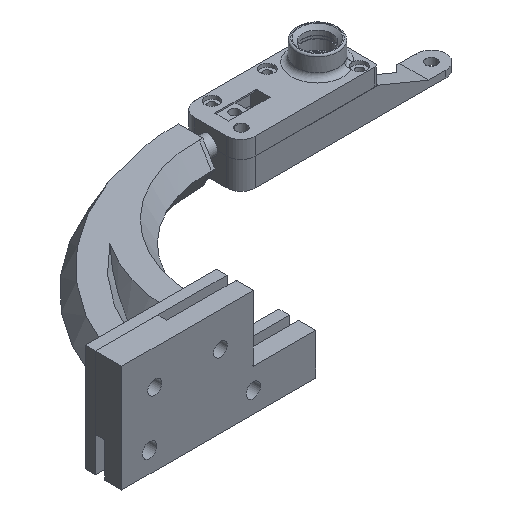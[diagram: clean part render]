
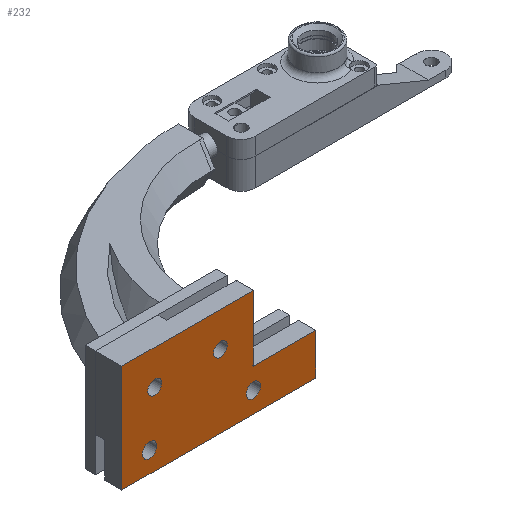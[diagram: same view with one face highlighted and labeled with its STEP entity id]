
A CAD part, isometric view. The second image highlights one B-rep face of the part: STEP entity #232.
In plain terms, the highlighted planar face has unit normal (0, -1, 0).
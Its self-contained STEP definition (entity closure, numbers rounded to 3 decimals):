
#62 = VERTEX_POINT('',#63);
#63 = CARTESIAN_POINT('',(-53.48,-43.3,-13.));
#69 = EDGE_CURVE('',#62,#70,#72,.T.);
#70 = VERTEX_POINT('',#71);
#71 = CARTESIAN_POINT('',(-53.48,-43.3,-1.));
#72 = LINE('',#73,#74);
#73 = CARTESIAN_POINT('',(-53.48,-43.3,-13.));
#74 = VECTOR('',#75,1.);
#75 = DIRECTION('',(0.,0.,1.));
#102 = VERTEX_POINT('',#103);
#103 = CARTESIAN_POINT('',(-109.48,-43.3,-13.));
#109 = EDGE_CURVE('',#102,#62,#110,.T.);
#110 = LINE('',#111,#112);
#111 = CARTESIAN_POINT('',(-109.48,-43.3,-13.));
#112 = VECTOR('',#113,1.);
#113 = DIRECTION('',(1.,0.,0.));
#131 = EDGE_CURVE('',#70,#132,#134,.T.);
#132 = VERTEX_POINT('',#133);
#133 = CARTESIAN_POINT('',(-71.48,-43.3,-1.));
#134 = LINE('',#135,#136);
#135 = CARTESIAN_POINT('',(-53.48,-43.3,-1.));
#136 = VECTOR('',#137,1.);
#137 = DIRECTION('',(-1.,0.,0.));
#232 = ADVANCED_FACE('',(#233,#260,#271,#282,#293),#304,.F.);
#233 = FACE_BOUND('',#234,.F.);
#234 = EDGE_LOOP('',(#235,#236,#237,#245,#253,#259));
#235 = ORIENTED_EDGE('',*,*,#69,.F.);
#236 = ORIENTED_EDGE('',*,*,#109,.F.);
#237 = ORIENTED_EDGE('',*,*,#238,.F.);
#238 = EDGE_CURVE('',#239,#102,#241,.T.);
#239 = VERTEX_POINT('',#240);
#240 = CARTESIAN_POINT('',(-109.48,-43.3,18.));
#241 = LINE('',#242,#243);
#242 = CARTESIAN_POINT('',(-109.48,-43.3,18.));
#243 = VECTOR('',#244,1.);
#244 = DIRECTION('',(0.,0.,-1.));
#245 = ORIENTED_EDGE('',*,*,#246,.F.);
#246 = EDGE_CURVE('',#247,#239,#249,.T.);
#247 = VERTEX_POINT('',#248);
#248 = CARTESIAN_POINT('',(-71.48,-43.3,18.));
#249 = LINE('',#250,#251);
#250 = CARTESIAN_POINT('',(-71.48,-43.3,18.));
#251 = VECTOR('',#252,1.);
#252 = DIRECTION('',(-1.,0.,0.));
#253 = ORIENTED_EDGE('',*,*,#254,.F.);
#254 = EDGE_CURVE('',#132,#247,#255,.T.);
#255 = LINE('',#256,#257);
#256 = CARTESIAN_POINT('',(-71.48,-43.3,-1.));
#257 = VECTOR('',#258,1.);
#258 = DIRECTION('',(0.,0.,1.));
#259 = ORIENTED_EDGE('',*,*,#131,.F.);
#260 = FACE_BOUND('',#261,.F.);
#261 = EDGE_LOOP('',(#262));
#262 = ORIENTED_EDGE('',*,*,#263,.T.);
#263 = EDGE_CURVE('',#264,#264,#266,.T.);
#264 = VERTEX_POINT('',#265);
#265 = CARTESIAN_POINT('',(-99.38,-43.3,-7.));
#266 = CIRCLE('',#267,2.1);
#267 = AXIS2_PLACEMENT_3D('',#268,#269,#270);
#268 = CARTESIAN_POINT('',(-101.48,-43.3,-7.));
#269 = DIRECTION('',(0.,-1.,0.));
#270 = DIRECTION('',(1.,0.,0.));
#271 = FACE_BOUND('',#272,.F.);
#272 = EDGE_LOOP('',(#273));
#273 = ORIENTED_EDGE('',*,*,#274,.F.);
#274 = EDGE_CURVE('',#275,#275,#277,.T.);
#275 = VERTEX_POINT('',#276);
#276 = CARTESIAN_POINT('',(-97.98,-43.3,8.));
#277 = CIRCLE('',#278,2.);
#278 = AXIS2_PLACEMENT_3D('',#279,#280,#281);
#279 = CARTESIAN_POINT('',(-99.98,-43.3,8.));
#280 = DIRECTION('',(-0.,1.,0.));
#281 = DIRECTION('',(1.,0.,0.));
#282 = FACE_BOUND('',#283,.F.);
#283 = EDGE_LOOP('',(#284));
#284 = ORIENTED_EDGE('',*,*,#285,.T.);
#285 = EDGE_CURVE('',#286,#286,#288,.T.);
#286 = VERTEX_POINT('',#287);
#287 = CARTESIAN_POINT('',(-69.38,-43.3,-7.));
#288 = CIRCLE('',#289,2.1);
#289 = AXIS2_PLACEMENT_3D('',#290,#291,#292);
#290 = CARTESIAN_POINT('',(-71.48,-43.3,-7.));
#291 = DIRECTION('',(0.,-1.,0.));
#292 = DIRECTION('',(1.,0.,0.));
#293 = FACE_BOUND('',#294,.F.);
#294 = EDGE_LOOP('',(#295));
#295 = ORIENTED_EDGE('',*,*,#296,.F.);
#296 = EDGE_CURVE('',#297,#297,#299,.T.);
#297 = VERTEX_POINT('',#298);
#298 = CARTESIAN_POINT('',(-78.98,-43.3,8.));
#299 = CIRCLE('',#300,2.);
#300 = AXIS2_PLACEMENT_3D('',#301,#302,#303);
#301 = CARTESIAN_POINT('',(-80.98,-43.3,8.));
#302 = DIRECTION('',(-0.,1.,0.));
#303 = DIRECTION('',(1.,0.,0.));
#304 = PLANE('',#305);
#305 = AXIS2_PLACEMENT_3D('',#306,#307,#308);
#306 = CARTESIAN_POINT('',(-83.784,-43.3,-0.305));
#307 = DIRECTION('',(0.,1.,0.));
#308 = DIRECTION('',(0.,0.,1.));
